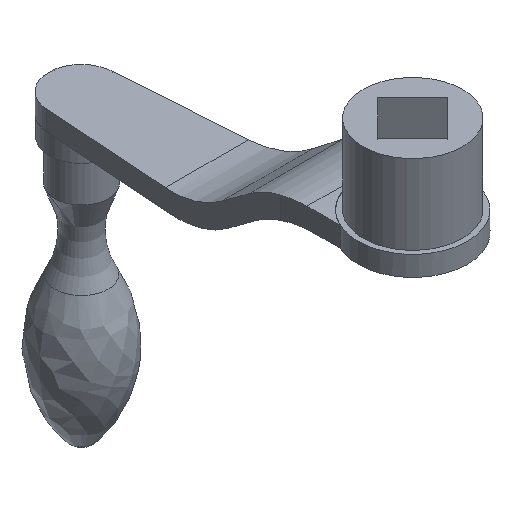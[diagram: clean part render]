
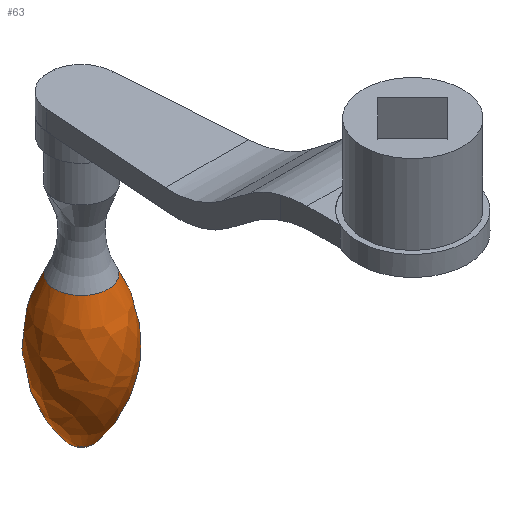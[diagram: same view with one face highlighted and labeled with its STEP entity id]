
A CAD part, isometric view. The second image highlights one B-rep face of the part: STEP entity #63.
In plain terms, the highlighted free-form (B-spline) face has degree [3, 3] with [4, 7] control points.
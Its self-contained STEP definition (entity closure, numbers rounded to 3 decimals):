
#63 = ADVANCED_FACE( '', ( #150, #151 ), #152, .T. );
#150 = FACE_OUTER_BOUND( '', #268, .T. );
#151 = FACE_OUTER_BOUND( '', #269, .T. );
#152 = ( BOUNDED_SURFACE(  )B_SPLINE_SURFACE( 3, 3, ( ( #272, #273, #274, #275, #276, #277, #278 ), ( #279, #280, #281, #282, #283, #284, #285 ), ( #286, #287, #288, #289, #290, #291, #292 ), ( #293, #294, #295, #296, #297, #298, #299 ) ), .UNSPECIFIED., .F., .T., .F. )B_SPLINE_SURFACE_WITH_KNOTS( ( 4, 4 ), ( 4, 3, 4 ), ( 0., 6.283 ), ( -0.508, 0.101, 0.71 ), .UNSPECIFIED. )GEOMETRIC_REPRESENTATION_ITEM(  )RATIONAL_B_SPLINE_SURFACE( ( ( 1., 0.333, 0.333, 1., 0.333, 0.333, 1. ), ( 0.88, 0.293, 0.293, 0.88, 0.293, 0.293, 0.88 ), ( 0.88, 0.293, 0.293, 0.88, 0.293, 0.293, 0.88 ), ( 1., 0.333, 0.333, 1., 0.333, 0.333, 1. ) ) )REPRESENTATION_ITEM( '' )SURFACE(  ) );
#268 = EDGE_LOOP( '', ( #431 ) );
#269 = EDGE_LOOP( '', ( #432 ) );
#272 = CARTESIAN_POINT( '', ( -2.933, 80., -106.721 ) );
#273 = CARTESIAN_POINT( '', ( -2.933, 85.866, -106.721 ) );
#274 = CARTESIAN_POINT( '', ( 2.933, 85.866, -106.721 ) );
#275 = CARTESIAN_POINT( '', ( 2.933, 80., -106.721 ) );
#276 = CARTESIAN_POINT( '', ( 2.933, 74.134, -106.721 ) );
#277 = CARTESIAN_POINT( '', ( -2.933, 74.134, -106.721 ) );
#278 = CARTESIAN_POINT( '', ( -2.933, 80., -106.721 ) );
#279 = CARTESIAN_POINT( '', ( -11.394, 80., -96.872 ) );
#280 = CARTESIAN_POINT( '', ( -11.394, 102.788, -96.872 ) );
#281 = CARTESIAN_POINT( '', ( 11.394, 102.788, -96.872 ) );
#282 = CARTESIAN_POINT( '', ( 11.394, 80., -96.872 ) );
#283 = CARTESIAN_POINT( '', ( 11.394, 57.212, -96.872 ) );
#284 = CARTESIAN_POINT( '', ( -11.394, 57.212, -96.872 ) );
#285 = CARTESIAN_POINT( '', ( -11.394, 80., -96.872 ) );
#286 = CARTESIAN_POINT( '', ( -12.704, 80., -83.954 ) );
#287 = CARTESIAN_POINT( '', ( -12.704, 105.408, -83.954 ) );
#288 = CARTESIAN_POINT( '', ( 12.704, 105.408, -83.954 ) );
#289 = CARTESIAN_POINT( '', ( 12.704, 80., -83.954 ) );
#290 = CARTESIAN_POINT( '', ( 12.704, 54.592, -83.954 ) );
#291 = CARTESIAN_POINT( '', ( -12.704, 54.592, -83.954 ) );
#292 = CARTESIAN_POINT( '', ( -12.704, 80., -83.954 ) );
#293 = CARTESIAN_POINT( '', ( -6.393, 80., -72.607 ) );
#294 = CARTESIAN_POINT( '', ( -6.393, 92.786, -72.607 ) );
#295 = CARTESIAN_POINT( '', ( 6.393, 92.786, -72.607 ) );
#296 = CARTESIAN_POINT( '', ( 6.393, 80., -72.607 ) );
#297 = CARTESIAN_POINT( '', ( 6.393, 67.214, -72.607 ) );
#298 = CARTESIAN_POINT( '', ( -6.393, 67.214, -72.607 ) );
#299 = CARTESIAN_POINT( '', ( -6.393, 80., -72.607 ) );
#431 = ORIENTED_EDGE( '', *, *, #701, .T. );
#432 = ORIENTED_EDGE( '', *, *, #702, .F. );
#701 = EDGE_CURVE( '', #823, #823, #824, .T. );
#702 = EDGE_CURVE( '', #825, #825, #826, .T. );
#823 = VERTEX_POINT( '', #994 );
#824 = CIRCLE( '', #995, 6.393 );
#825 = VERTEX_POINT( '', #996 );
#826 = CIRCLE( '', #997, 2.933 );
#994 = CARTESIAN_POINT( '', ( -6.393, 80., -72.607 ) );
#995 = AXIS2_PLACEMENT_3D( '', #1186, #1187, #1188 );
#996 = CARTESIAN_POINT( '', ( -2.933, 80., -106.721 ) );
#997 = AXIS2_PLACEMENT_3D( '', #1189, #1190, #1191 );
#1186 = CARTESIAN_POINT( '', ( 0., 80., -72.607 ) );
#1187 = DIRECTION( '', ( 0., 0., -1. ) );
#1188 = DIRECTION( '', ( -1., 0., 0. ) );
#1189 = CARTESIAN_POINT( '', ( 0., 80., -106.721 ) );
#1190 = DIRECTION( '', ( 0., 0., -1. ) );
#1191 = DIRECTION( '', ( -1., 0., 0. ) );
